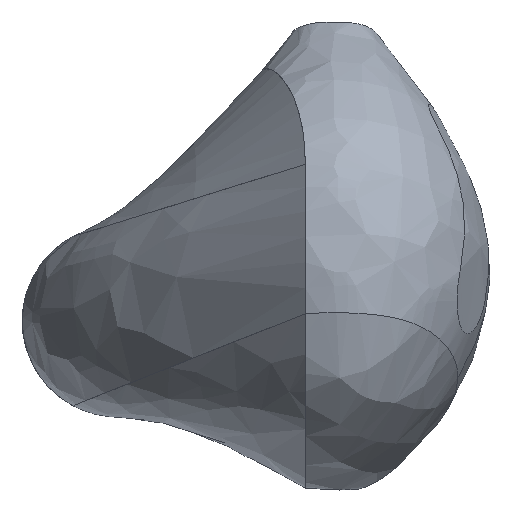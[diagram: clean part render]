
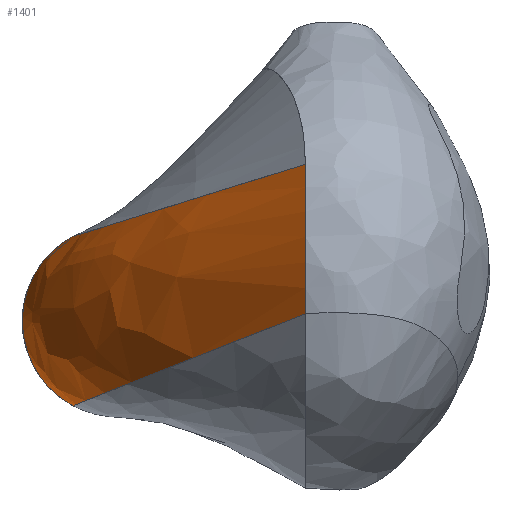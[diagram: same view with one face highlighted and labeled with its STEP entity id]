
A CAD part, front view. The second image highlights one B-rep face of the part: STEP entity #1401.
In plain terms, the highlighted free-form (B-spline) face has degree [3, 3] with [6, 4] control points.
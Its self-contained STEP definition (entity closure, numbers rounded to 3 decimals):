
#17 = CARTESIAN_POINT ( 'NONE',  ( -12.187, 7., -14.832 ) ) ;
#172 = CARTESIAN_POINT ( 'NONE',  ( -1.2, -8.901, -11.69 ) ) ;
#191 = CARTESIAN_POINT ( 'NONE',  ( -1.2, -8.901, -11.69 ) ) ;
#195 = CARTESIAN_POINT ( 'NONE',  ( -1.2, -8.782, -7.421 ) ) ;
#209 = CARTESIAN_POINT ( 'NONE',  ( -10.886, 7., -15.528 ) ) ;
#401 = VERTEX_POINT ( 'NONE', #1752 ) ;
#464 = ORIENTED_EDGE ( 'NONE', *, *, #1127, .T. ) ;
#474 = CARTESIAN_POINT ( 'NONE',  ( -1.2, -8.434, -6.388 ) ) ;
#475 = VERTEX_POINT ( 'NONE', #1977 ) ;
#501 = CARTESIAN_POINT ( 'NONE',  ( -13., 7., -10.524 ) ) ;
#510 = CARTESIAN_POINT ( 'NONE',  ( -11.753, 1.027, -14.661 ) ) ;
#535 = CARTESIAN_POINT ( 'NONE',  ( -10.886, 1.078, -15.528 ) ) ;
#580 = VERTEX_POINT ( 'NONE', #1727 ) ;
#631 = CARTESIAN_POINT ( 'NONE',  ( -13., 7., -13.476 ) ) ;
#636 = EDGE_CURVE ( 'NONE', #580, #401, #1716, .T. ) ;
#677 = CARTESIAN_POINT ( 'NONE',  ( -10.886, 7., -15.528 ) ) ;
#687 = CARTESIAN_POINT ( 'NONE',  ( -1.2, -9.052, -10.621 ) ) ;
#698 = CARTESIAN_POINT ( 'NONE',  ( -11.753, 1.23, -9.291 ) ) ;
#746 = CARTESIAN_POINT ( 'NONE',  ( -6.043, -3.912, -13.609 ) ) ;
#775 = CARTESIAN_POINT ( 'NONE',  ( -12.187, 7., -14.832 ) ) ;
#782 = ORIENTED_EDGE ( 'NONE', *, *, #636, .T. ) ;
#840 = CARTESIAN_POINT ( 'NONE',  ( -6.477, -4.013, -12.641 ) ) ;
#865 = B_SPLINE_SURFACE_WITH_KNOTS ( 'NONE', 3, 3, ( 
 ( #677, #535, #1020, #172 ),
 ( #17, #510, #840, #687 ),
 ( #1201, #2178, #1349, #2044 ),
 ( #501, #1713, #1861, #195 ),
 ( #1538, #698, #1679, #1692 ),
 ( #1189, #2190, #1370, #1359 ) ),
 .UNSPECIFIED., .F., .F., .F.,
 ( 4, 2, 4 ),
 ( 4, 4 ),
 ( 0., 0.5, 1. ),
 ( 0., 1. ),
 .UNSPECIFIED. ) ;
#881 = CARTESIAN_POINT ( 'NONE',  ( -10.886, 7., -8.472 ) ) ;
#916 = B_SPLINE_CURVE_WITH_KNOTS ( 'NONE', 3,
 ( #1281, #775, #631, #933, #1957, #1624 ),
 .UNSPECIFIED., .F., .F.,
 ( 4, 2, 4 ),
 ( 0., 0.5, 1. ),
 .UNSPECIFIED. ) ;
#933 = CARTESIAN_POINT ( 'NONE',  ( -13., 7., -10.524 ) ) ;
#937 = EDGE_CURVE ( 'NONE', #949, #580, #1108, .T. ) ;
#949 = VERTEX_POINT ( 'NONE', #1721 ) ;
#956 = EDGE_CURVE ( 'NONE', #475, #949, #1316, .T. ) ;
#968 = ORIENTED_EDGE ( 'NONE', *, *, #956, .T. ) ;
#1020 = CARTESIAN_POINT ( 'NONE',  ( -6.043, -3.912, -13.609 ) ) ;
#1033 = FACE_OUTER_BOUND ( 'NONE', #1837, .T. ) ;
#1048 = CARTESIAN_POINT ( 'NONE',  ( -1.2, -9.052, -10.621 ) ) ;
#1108 = B_SPLINE_CURVE_WITH_KNOTS ( 'NONE', 3,
 ( #1995, #474, #1220, #1893, #1048, #191 ),
 .UNSPECIFIED., .F., .F.,
 ( 4, 2, 4 ),
 ( 0., 0.5, 1. ),
 .UNSPECIFIED. ) ;
#1127 = EDGE_CURVE ( 'NONE', #401, #475, #916, .T. ) ;
#1150 = CARTESIAN_POINT ( 'NONE',  ( -1.2, -7.869, -5.462 ) ) ;
#1189 = CARTESIAN_POINT ( 'NONE',  ( -10.886, 7., -8.472 ) ) ;
#1201 = CARTESIAN_POINT ( 'NONE',  ( -13., 7., -13.476 ) ) ;
#1220 = CARTESIAN_POINT ( 'NONE',  ( -1.2, -8.782, -7.421 ) ) ;
#1259 = CARTESIAN_POINT ( 'NONE',  ( -10.886, 1.078, -15.528 ) ) ;
#1281 = CARTESIAN_POINT ( 'NONE',  ( -10.886, 7., -15.528 ) ) ;
#1316 = B_SPLINE_CURVE_WITH_KNOTS ( 'NONE', 3,
 ( #881, #2052, #1731, #1150 ),
 .UNSPECIFIED., .F., .F.,
 ( 4, 4 ),
 ( 0., 1. ),
 .UNSPECIFIED. ) ;
#1349 = CARTESIAN_POINT ( 'NONE',  ( -6.748, -4.036, -11.449 ) ) ;
#1359 = CARTESIAN_POINT ( 'NONE',  ( -1.2, -7.869, -5.462 ) ) ;
#1370 = CARTESIAN_POINT ( 'NONE',  ( -6.043, -3.225, -6.967 ) ) ;
#1384 = CARTESIAN_POINT ( 'NONE',  ( -1.2, -8.901, -11.69 ) ) ;
#1401 = ADVANCED_FACE ( 'NONE', ( #1033 ), #865, .T. ) ;
#1538 = CARTESIAN_POINT ( 'NONE',  ( -12.187, 7., -9.168 ) ) ;
#1624 = CARTESIAN_POINT ( 'NONE',  ( -10.886, 7., -8.472 ) ) ;
#1679 = CARTESIAN_POINT ( 'NONE',  ( -6.477, -3.602, -7.839 ) ) ;
#1692 = CARTESIAN_POINT ( 'NONE',  ( -1.2, -8.434, -6.388 ) ) ;
#1713 = CARTESIAN_POINT ( 'NONE',  ( -12.295, 1.115, -10.585 ) ) ;
#1716 = B_SPLINE_CURVE_WITH_KNOTS ( 'NONE', 3,
 ( #1384, #746, #1259, #209 ),
 .UNSPECIFIED., .F., .F.,
 ( 4, 4 ),
 ( 0., 1. ),
 .UNSPECIFIED. ) ;
#1721 = CARTESIAN_POINT ( 'NONE',  ( -1.2, -7.869, -5.462 ) ) ;
#1727 = CARTESIAN_POINT ( 'NONE',  ( -1.2, -8.901, -11.69 ) ) ;
#1731 = CARTESIAN_POINT ( 'NONE',  ( -6.043, -3.225, -6.967 ) ) ;
#1752 = CARTESIAN_POINT ( 'NONE',  ( -10.886, 7., -15.528 ) ) ;
#1837 = EDGE_LOOP ( 'NONE', ( #464, #968, #1923, #782 ) ) ;
#1861 = CARTESIAN_POINT ( 'NONE',  ( -6.748, -3.834, -9.003 ) ) ;
#1893 = CARTESIAN_POINT ( 'NONE',  ( -1.2, -9.086, -9.545 ) ) ;
#1923 = ORIENTED_EDGE ( 'NONE', *, *, #937, .T. ) ;
#1957 = CARTESIAN_POINT ( 'NONE',  ( -12.187, 7., -9.168 ) ) ;
#1977 = CARTESIAN_POINT ( 'NONE',  ( -10.886, 7., -8.472 ) ) ;
#1995 = CARTESIAN_POINT ( 'NONE',  ( -1.2, -7.869, -5.462 ) ) ;
#2044 = CARTESIAN_POINT ( 'NONE',  ( -1.2, -9.086, -9.545 ) ) ;
#2052 = CARTESIAN_POINT ( 'NONE',  ( -10.886, 1.418, -8.472 ) ) ;
#2178 = CARTESIAN_POINT ( 'NONE',  ( -12.295, 1.015, -13.353 ) ) ;
#2190 = CARTESIAN_POINT ( 'NONE',  ( -10.886, 1.418, -8.472 ) ) ;
